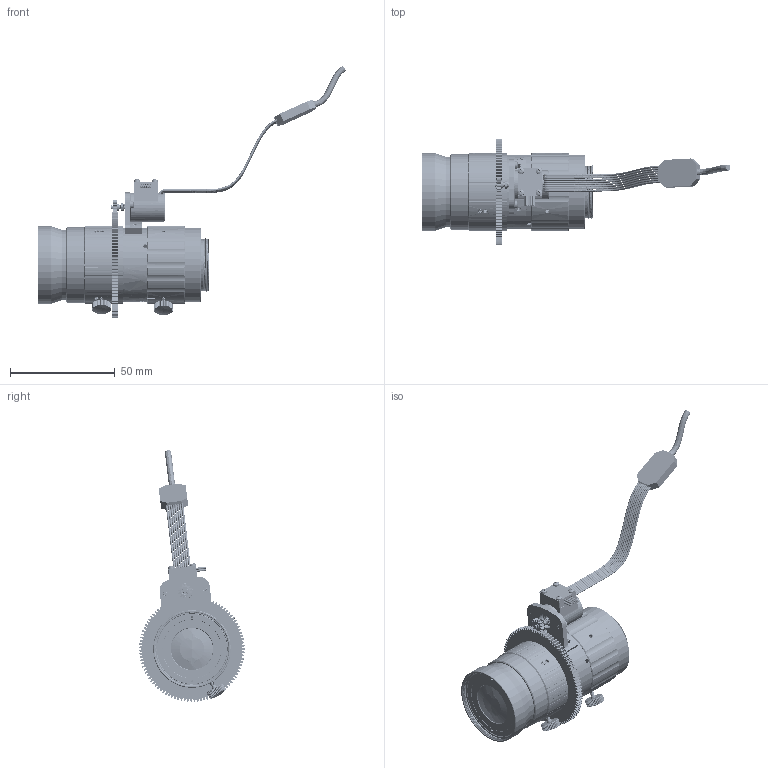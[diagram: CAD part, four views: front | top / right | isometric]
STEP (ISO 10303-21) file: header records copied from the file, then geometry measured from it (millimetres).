
FILE_DESCRIPTION(('FreeCAD Model'),'2;1');
FILE_NAME('Open CASCADE Shape Model','2025-01-22T15:15:30',(''),(''), 'Open CASCADE STEP processor 7.8','FreeCAD','Unknown');
FILE_SCHEMA(('AUTOMOTIVE_DESIGN { 1 0 10303 214 1 1 1 1 }'));
Length unit declared in the file: millimetre
Products named in the file (83): VA-LCM-20MP-25MM-F2.8-110-AF; 505_AF1; 506_AF0; 509_AF002; 507_AF1; 510_AF002; 201_AF1_ASM; 501_AF1; 301_AF1; 511_AF0; M14402001; 202_AF1_ASM; FA2520A-502_AF1; FA1210A-310_AF1; FA2520A-518_AF0; 521_AF1; 531_AF2; 531_AF3; M14252001_AF2; M14252001_AF3; M14252001_AF4; 509_AF1; 510_AF1; SOLID; COMPOUND002; COMPOUND; COMPOUND001; 50722_AF1; 12-CBD-V2_ASM; 12-CBD-V2_0_3D__ASM_3_ASM; CROSS_RECESSED_SMALL_PAN_HEAD_S; M1_6X6________________DIN_EN_IS; 12____-YN2_3; PRODUCT_4124_ASM_2_ASM; ____1_5__2; ____1_3__2; ____1_7__2; ____1_6__2; ____1_4__2; ____1_1__2 ...
Assembly tree (92 placements, depth 5):
  VA-LCM-20MP-25MM-F2.8-110-AF
    505_AF1
    506_AF0
    509_AF002
    507_AF1
    510_AF002
    201_AF1_ASM
      501_AF1
      301_AF1
      511_AF0
    M14402001  x3
    202_AF1_ASM
      FA2520A-502_AF1
      FA1210A-310_AF1
      FA2520A-518_AF0
    521_AF1
    531_AF2
    531_AF3
    M14252001_AF2
    M14252001_AF3
    M14252001_AF4
    509_AF1
    510_AF1
      SOLID
      COMPOUND002
        COMPOUND
        COMPOUND001
    50722_AF1
    12-CBD-V2_ASM
      12-CBD-V2_0_3D__ASM_3_ASM
        CROSS_RECESSED_SMALL_PAN_HEAD_S  x2
        M1_6X6________________DIN_EN_IS  x4
        12____-YN2_3
        PRODUCT_4124_ASM_2_ASM
          ____1_5__2
          ____1_3__2
          ____1_7__2
          ____1_6__2
          ____1_4__2
          ____1_1__2
          ____1_8__2
          ____1_2__2
          ____1_9__2
        PRODUCT_40963_2
        M1_6X0_2_____3
        12-_______2
        DEEP_GROOVE_BALL_BEARINGS_GB_RO  x2
        12__-_______2_2
        PRODUCT_21990_3
        12-____-CBD-25998_2
        12-____-CBD-24246_2
        12-________-3_0_2
        PRODUCT_8919_2
        12-____________-SF_3
    12-CBD-V2_1_ASM
      ASM0003_ASM
        PRT0001  x2
        12-____-CBD
        12____-YN3_0
        12-_________ASM
Bounding box: 147.36 x 50.49 x 120.15 mm (x, y, z)
Volume: 24802.5 mm3; surface area: 51978.7 mm2
Topology: 79 solids, 81 shells, 5497 faces, 15305 edges, 9816 vertices
Faces by surface type: cylinder 1659, plane 1219, bspline 1150, cone 642, extrusion 327, torus 260, sphere 240
Entity records: 272598 total; most frequent: CARTESIAN_POINT 155877, ORIENTED_EDGE 26608, DIRECTION 19635, EDGE_CURVE 13310, VERTEX_POINT 8709, AXIS2_PLACEMENT_3D 7261, FACE_BOUND 5211, EDGE_LOOP 5211
